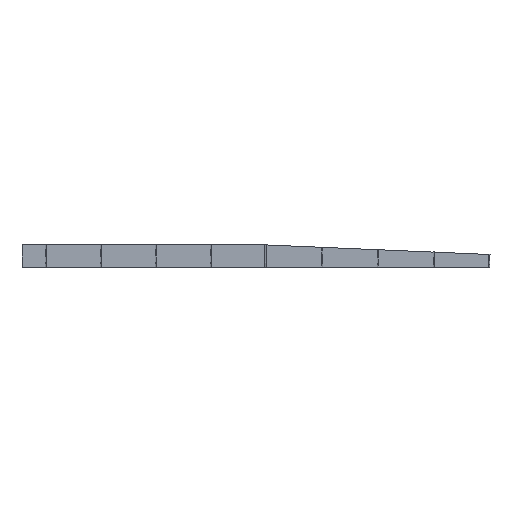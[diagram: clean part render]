
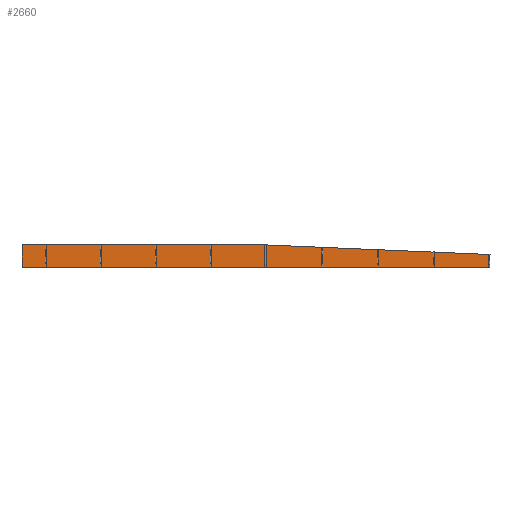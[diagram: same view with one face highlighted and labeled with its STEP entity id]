
A CAD part, top view. The second image highlights one B-rep face of the part: STEP entity #2660.
In plain terms, the highlighted planar face has unit normal (0, 0, 1).
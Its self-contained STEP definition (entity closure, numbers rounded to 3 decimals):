
#303 = DIRECTION ( 'NONE',  ( 0.999, -0.043, 0. ) ) ;
#373 = CARTESIAN_POINT ( 'NONE',  ( 600., 54.4, 10. ) ) ;
#409 = CARTESIAN_POINT ( 'NONE',  ( 0., 54.4, 10. ) ) ;
#454 = DIRECTION ( 'NONE',  ( 1., 0., 0. ) ) ;
#509 = VECTOR ( 'NONE', #454, 1000. ) ;
#1432 = VERTEX_POINT ( 'NONE', #8122 ) ;
#1729 = CARTESIAN_POINT ( 'NONE',  ( 1150., 30.9, 10. ) ) ;
#1927 = VECTOR ( 'NONE', #8192, 1000. ) ;
#2048 = VERTEX_POINT ( 'NONE', #8282 ) ;
#2564 = LINE ( 'NONE', #3230, #9256 ) ;
#2660 = ADVANCED_FACE ( 'NONE', ( #6381 ), #9241, .F. ) ;
#2691 = DIRECTION ( 'NONE',  ( 0., 1., 0. ) ) ;
#2814 = DIRECTION ( 'NONE',  ( 0., 0., -1. ) ) ;
#3146 = ORIENTED_EDGE ( 'NONE', *, *, #7477, .F. ) ;
#3230 = CARTESIAN_POINT ( 'NONE',  ( 600., 54.4, 10. ) ) ;
#3698 = DIRECTION ( 'NONE',  ( 0., -1., 0. ) ) ;
#3968 = AXIS2_PLACEMENT_3D ( 'NONE', #4781, #2814, #8501 ) ;
#3990 = ORIENTED_EDGE ( 'NONE', *, *, #4599, .F. ) ;
#4595 = VERTEX_POINT ( 'NONE', #1729 ) ;
#4599 = EDGE_CURVE ( 'NONE', #5080, #4595, #2564, .T. ) ;
#4703 = VECTOR ( 'NONE', #3698, 1000. ) ;
#4781 = CARTESIAN_POINT ( 'NONE',  ( 1150.003, 56.639, 10. ) ) ;
#5080 = VERTEX_POINT ( 'NONE', #373 ) ;
#5200 = CARTESIAN_POINT ( 'NONE',  ( 1150., 30.9, 10. ) ) ;
#5274 = VERTEX_POINT ( 'NONE', #8323 ) ;
#5323 = CARTESIAN_POINT ( 'NONE',  ( 1150., 0., 10. ) ) ;
#5607 = VECTOR ( 'NONE', #2691, 1000. ) ;
#5973 = EDGE_CURVE ( 'NONE', #5274, #1432, #8892, .T. ) ;
#6112 = CARTESIAN_POINT ( 'NONE',  ( 0., 0., 10. ) ) ;
#6381 = FACE_OUTER_BOUND ( 'NONE', #6629, .T. ) ;
#6629 = EDGE_LOOP ( 'NONE', ( #3146, #3990, #8908, #9133, #8218 ) ) ;
#7477 = EDGE_CURVE ( 'NONE', #4595, #5274, #8690, .T. ) ;
#7571 = EDGE_CURVE ( 'NONE', #1432, #2048, #9066, .T. ) ;
#7929 = EDGE_CURVE ( 'NONE', #2048, #5080, #8881, .T. ) ;
#8122 = CARTESIAN_POINT ( 'NONE',  ( 0., 0., 10. ) ) ;
#8192 = DIRECTION ( 'NONE',  ( -1., 0., 0. ) ) ;
#8218 = ORIENTED_EDGE ( 'NONE', *, *, #5973, .F. ) ;
#8282 = CARTESIAN_POINT ( 'NONE',  ( 0., 54.4, 10. ) ) ;
#8323 = CARTESIAN_POINT ( 'NONE',  ( 1150., 0., 10. ) ) ;
#8501 = DIRECTION ( 'NONE',  ( -1., 0., 0. ) ) ;
#8690 = LINE ( 'NONE', #5200, #4703 ) ;
#8881 = LINE ( 'NONE', #409, #509 ) ;
#8892 = LINE ( 'NONE', #5323, #1927 ) ;
#8908 = ORIENTED_EDGE ( 'NONE', *, *, #7929, .F. ) ;
#9066 = LINE ( 'NONE', #6112, #5607 ) ;
#9133 = ORIENTED_EDGE ( 'NONE', *, *, #7571, .F. ) ;
#9241 = PLANE ( 'NONE',  #3968 ) ;
#9256 = VECTOR ( 'NONE', #303, 1000. ) ;
